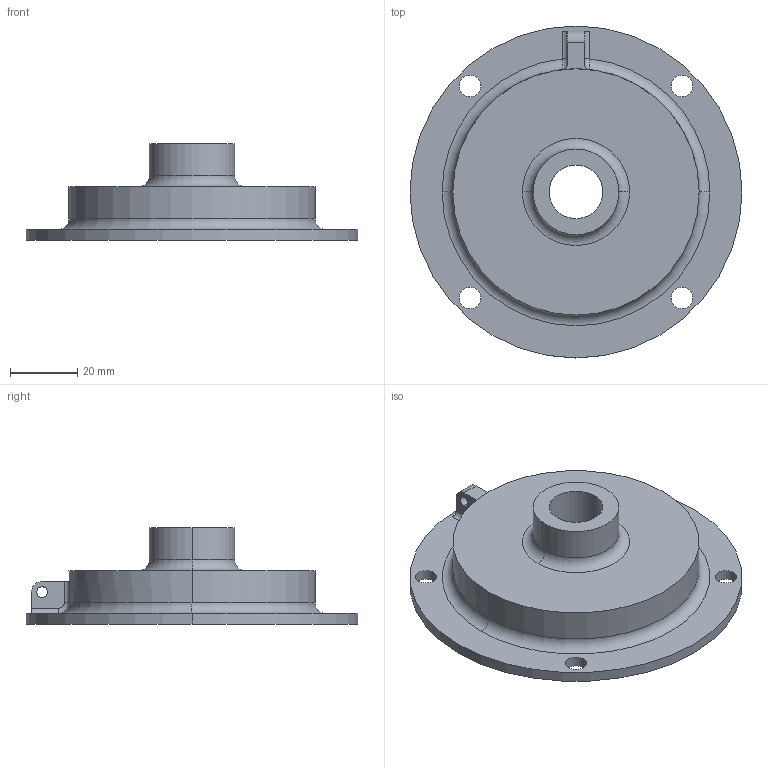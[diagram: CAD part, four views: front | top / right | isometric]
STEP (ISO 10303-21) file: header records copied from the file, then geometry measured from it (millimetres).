
FILE_DESCRIPTION (( 'STEP AP214' ), '1' );
FILE_NAME ('Cover_Pl&Lug.STEP', '2017-12-07T20:51:38', ( 'Doc' ), ( '' ), 'SwSTEP 2.0', 'SolidWorks 2017', '' );
FILE_SCHEMA (( 'AUTOMOTIVE_DESIGN' ));
Length unit declared in the file: inch
Products named in the file (1): Cover_Pl&Lug
Bounding box: 98.42 x 98.42 x 28.57 mm (x, y, z)
Volume: 78908.5 mm3; surface area: 20959.7 mm2
Topology: 1 solids, 1 shells, 38 faces, 94 edges, 60 vertices
Faces by surface type: cylinder 23, plane 8, torus 5, bspline 2
Entity records: 1351 total; most frequent: CARTESIAN_POINT 345, DIRECTION 221, ORIENTED_EDGE 188, AXIS2_PLACEMENT_3D 94, EDGE_CURVE 94, VERTEX_POINT 60, CIRCLE 57, EDGE_LOOP 52
